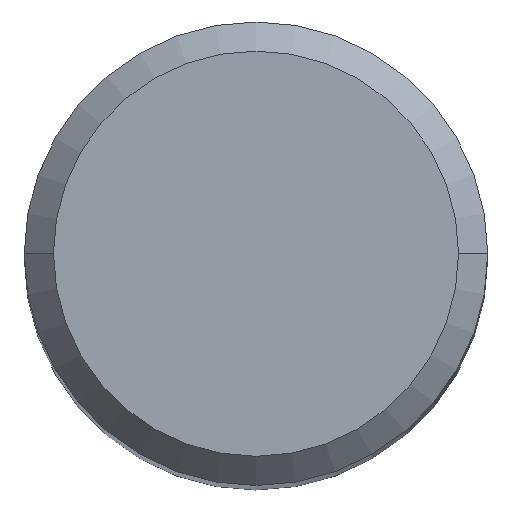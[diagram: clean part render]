
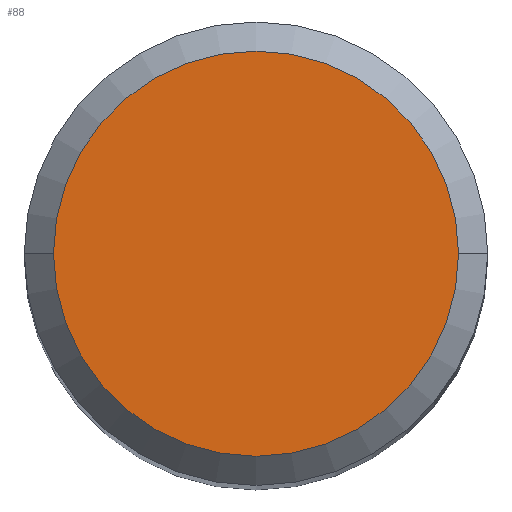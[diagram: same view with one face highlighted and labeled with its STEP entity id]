
A CAD part, top view. The second image highlights one B-rep face of the part: STEP entity #88.
In plain terms, the highlighted planar face has unit normal (0, 0, 1).
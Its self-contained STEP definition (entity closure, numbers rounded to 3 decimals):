
#67=PLANE('',#602);
#88=ADVANCED_FACE('',(#125),#67,.T.);
#125=FACE_OUTER_BOUND('',#156,.T.);
#156=EDGE_LOOP('',(#240,#241));
#240=ORIENTED_EDGE('',*,*,#355,.F.);
#241=ORIENTED_EDGE('',*,*,#356,.F.);
#307=VERTEX_POINT('',#914);
#308=VERTEX_POINT('',#916);
#355=EDGE_CURVE('',#308,#307,#393,.T.);
#356=EDGE_CURVE('',#307,#308,#394,.T.);
#393=CIRCLE('',#599,6.938);
#394=CIRCLE('',#601,6.938);
#599=AXIS2_PLACEMENT_3D('',#917,#754,#755);
#601=AXIS2_PLACEMENT_3D('',#919,#758,#759);
#602=AXIS2_PLACEMENT_3D('',#920,#760,#761);
#754=DIRECTION('',(0.,0.,-1.));
#755=DIRECTION('',(-1.,0.,0.));
#758=DIRECTION('',(0.,0.,-1.));
#759=DIRECTION('',(1.,0.,0.));
#760=DIRECTION('',(0.,0.,1.));
#761=DIRECTION('',(-1.,0.,0.));
#914=CARTESIAN_POINT('',(6.938,0.,0.));
#916=CARTESIAN_POINT('',(-6.938,0.,0.));
#917=CARTESIAN_POINT('',(0.,0.,0.));
#919=CARTESIAN_POINT('',(0.,0.,0.));
#920=CARTESIAN_POINT('',(0.,0.,0.));
